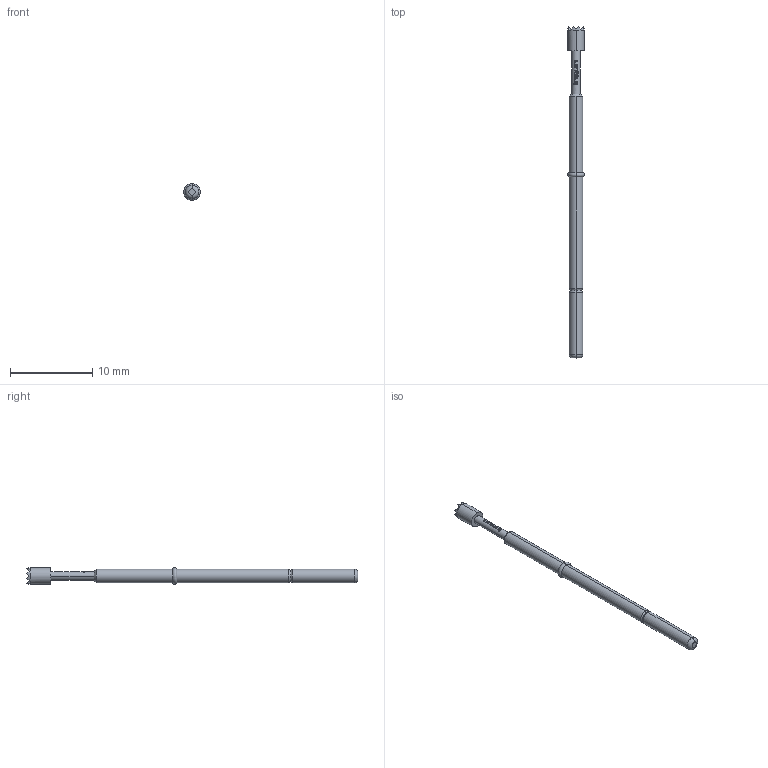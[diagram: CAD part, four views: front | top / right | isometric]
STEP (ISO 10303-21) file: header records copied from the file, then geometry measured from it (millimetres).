
FILE_DESCRIPTION (( 'STEP AP203' ), '1' );
FILE_NAME ('INGUN_GKS-112_306_200_A_1510_0.STEP', '2017-06-22T12:02:50', ( '' ), ( '' ), 'SwSTEP 2.0', 'SolidWorks 2016', '' );
FILE_SCHEMA (( 'CONFIG_CONTROL_DESIGN' ));
Length unit declared in the file: millimetre
Products named in the file (2): INGUN_GKS-112_306_200_A_1510_0
Bounding box: 2.03 x 40.3 x 2.03 mm (x, y, z)
Volume: 80.8 mm3; surface area: 211.6 mm2
Topology: 1 solids, 1 shells, 159 faces, 374 edges, 225 vertices
Faces by surface type: plane 99, bspline 22, cylinder 16, cone 14, torus 8
Entity records: 4865 total; most frequent: CARTESIAN_POINT 1428, ORIENTED_EDGE 748, DIRECTION 594, EDGE_CURVE 374, VERTEX_POINT 225, AXIS2_PLACEMENT_3D 223, EDGE_LOOP 167, ADVANCED_FACE 159
